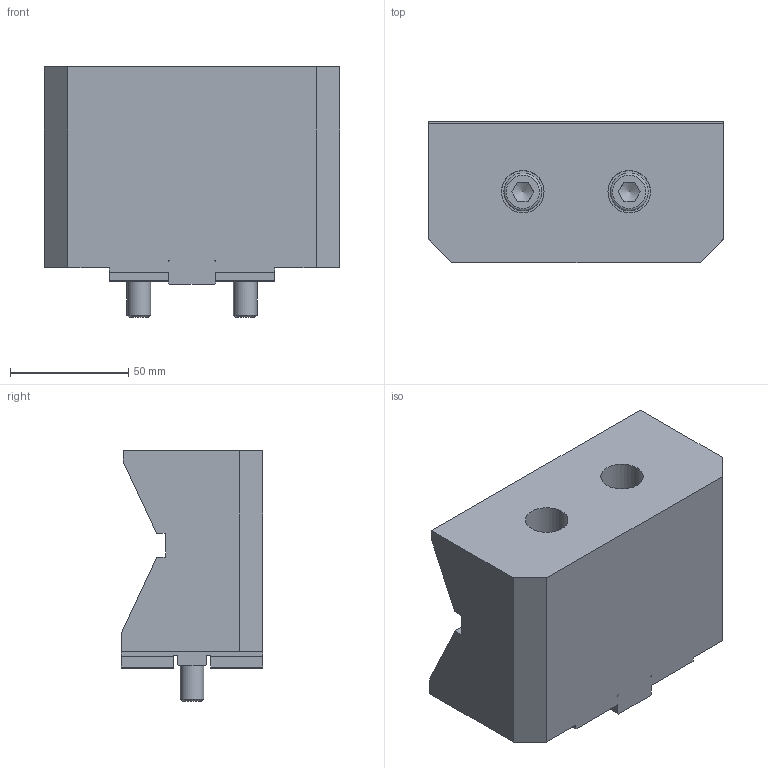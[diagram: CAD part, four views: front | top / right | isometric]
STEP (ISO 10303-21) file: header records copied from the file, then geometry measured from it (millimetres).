
FILE_DESCRIPTION((''),'2;1');
FILE_NAME('301-0125-005-Kunde.stp','2014-11-26T13:40:22',('Sigimeier'),(''),'Autodesk Inventor 2013','Autodesk Inventor 2013','');
FILE_SCHEMA(('AUTOMOTIVE_DESIGN { 1 0 10303 214 1 1 1 1 }'));
Length unit declared in the file: millimetre
Products named in the file (1): 301-0125-005-Kd
Bounding box: 125 x 60 x 106 mm (x, y, z)
Volume: 523082.5 mm3; surface area: 62214.6 mm2
Topology: 1 solids, 5 shells, 144 faces, 364 edges, 234 vertices
Faces by surface type: plane 102, cylinder 24, cone 10, torus 8
Full cylindrical faces by diameter (mm): 4.917 x2, 6 x2, 6.3 x2, 10 x4, 11 x4, 16 x2, 18 x2
Entity records: 4157 total; most frequent: CARTESIAN_POINT 731, DIRECTION 644, ORIENTED_EDGE 632, EDGE_CURVE 316, VECTOR 230, LINE 230, VERTEX_POINT 222, AXIS2_PLACEMENT_3D 207
